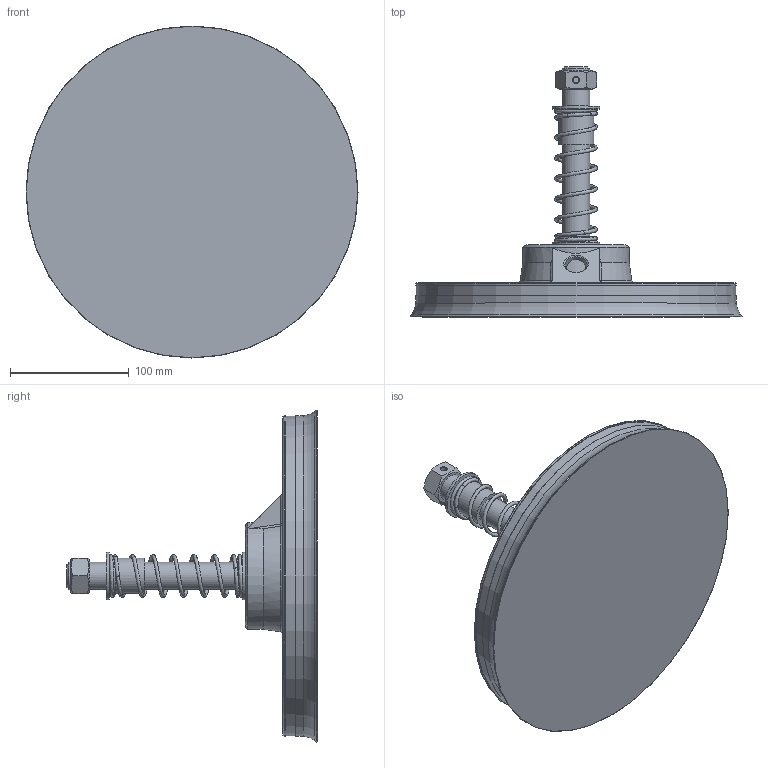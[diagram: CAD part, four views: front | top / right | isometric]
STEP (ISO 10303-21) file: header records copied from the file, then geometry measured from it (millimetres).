
FILE_DESCRIPTION(/* description */ (''),/* implementation_level */ '2;1');
FILE_NAME(/* name */ 'vpdm60270sb.stp',/* time_stamp */ '2020-11-24T16:18:52+01:00',/* author */ ('enginyeria'),/* organization */ (''),/* preprocessor_version */ 'ST-DEVELOPER v17.2',/* originating_system */ 'Autodesk Inventor 2019',/* authorisation */ '');
FILE_SCHEMA (('CONFIG_CONTROL_DESIGN'));
Length unit declared in the file: millimetre
Products named in the file (1): vpdm60270sb
Bounding box: 279.48 x 210.51 x 279.48 mm (x, y, z)
Volume: 1976400.8 mm3; surface area: 175867.2 mm2
Topology: 1 solids, 1 shells, 77 faces, 206 edges, 144 vertices
Faces by surface type: plane 27, cylinder 18, bspline 14, cone 12, torus 4, sphere 2
Full cylindrical faces by diameter (mm): 4.917 x1, 18.631 x1, 22.992 x3, 29.658 x1, 30.492 x2, 40.492 x2, 90 x1, 268.8 x1, 270 x1
Entity records: 6531 total; most frequent: CARTESIAN_POINT 4506, ORIENTED_EDGE 412, DIRECTION 393, EDGE_CURVE 206, AXIS2_PLACEMENT_3D 176, VERTEX_POINT 144, CIRCLE 107, EDGE_LOOP 92
